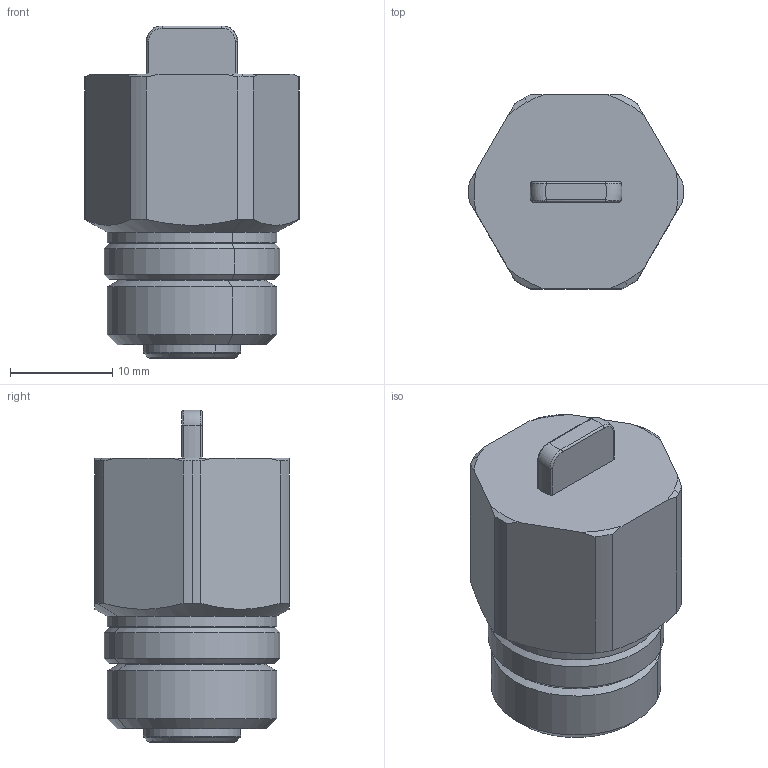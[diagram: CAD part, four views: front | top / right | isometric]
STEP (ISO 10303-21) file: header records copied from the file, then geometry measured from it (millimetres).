
FILE_DESCRIPTION(('CATIA V5 STEP Exchange','CAx-IF Rec.Pracs.--- Model Styling and Organization---1.4--- 2014-01-23','CAx-IF Rec.Pracs.---3D Tessellated Data Validation Properties---0.5---2014-09-14'),'2;1');
FILE_NAME('STEP_561300_-_TST.stp','2021-06-17T06:35:51+00:00',('none'),('none'),'CATIA Version 5-6 Release 2019 SP3','CATIA V5 STEP AP242 v1','none');
FILE_SCHEMA(('AP242_MANAGED_MODEL_BASED_3D_ENGINEERING_MIM_LF {1 0 10303 442 1 1 4}'));
Length unit declared in the file: millimetre
Products named in the file (1): 561300 - TST
Bounding box: 21 x 19 x 32.5 mm (x, y, z)
Volume: 7299.6 mm3; surface area: 2424.9 mm2
Topology: 1 solids, 1 shells, 73 faces, 172 edges, 106 vertices
Faces by surface type: cylinder 28, cone 20, plane 15, torus 6, bspline 4
Entity records: 2237 total; most frequent: CARTESIAN_POINT 719, ORIENTED_EDGE 344, DIRECTION 224, EDGE_CURVE 172, AXIS2_PLACEMENT_3D 124, VERTEX_POINT 106, CIRCLE 82, EDGE_LOOP 78
